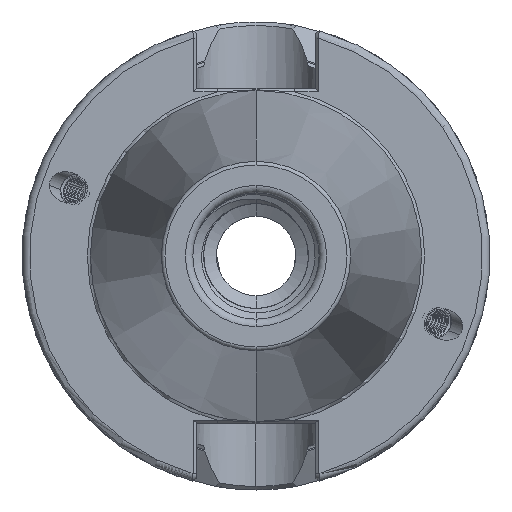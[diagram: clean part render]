
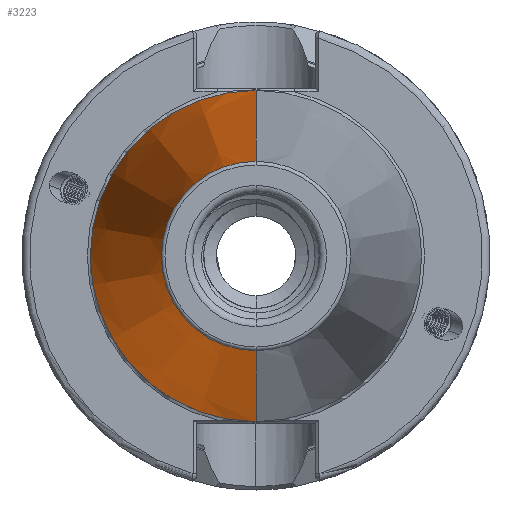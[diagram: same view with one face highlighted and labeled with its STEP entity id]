
A CAD part, left-side view. The second image highlights one B-rep face of the part: STEP entity #3223.
In plain terms, the highlighted conical face has half-angle 8.297 degrees and reference radius 22.298 mm.
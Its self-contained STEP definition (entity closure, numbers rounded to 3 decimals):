
#653 = EDGE_CURVE ( 'NONE', #1264, #1199, #2920, .T. ) ;
#673 = EDGE_CURVE ( 'NONE', #1180, #1286, #2944, .T. ) ;
#713 = EDGE_CURVE ( 'NONE', #1180, #1264, #2974, .T. ) ;
#728 = EDGE_CURVE ( 'NONE', #1286, #1199, #2959, .T. ) ;
#1180 = VERTEX_POINT ( 'NONE', #23872 ) ;
#1199 = VERTEX_POINT ( 'NONE', #23876 ) ;
#1264 = VERTEX_POINT ( 'NONE', #24093 ) ;
#1286 = VERTEX_POINT ( 'NONE', #24083 ) ;
#2920 = CIRCLE ( 'NONE', #6376, 22.298 ) ;
#2944 = CIRCLE ( 'NONE', #6374, 12.75 ) ;
#2959 = LINE ( 'NONE', #7271, #2983 ) ;
#2974 = LINE ( 'NONE', #7214, #2988 ) ;
#2983 = VECTOR ( 'NONE', #7259, 1000. ) ;
#2988 = VECTOR ( 'NONE', #7205, 1000. ) ;
#3223 = ADVANCED_FACE ( 'NONE', ( #20378 ), #3847, .T. ) ;
#3847 = CONICAL_SURFACE ( 'NONE', #22428, 22.298, 0.145 ) ;
#6137 = ORIENTED_EDGE ( 'NONE', *, *, #673, .T. ) ;
#6150 = ORIENTED_EDGE ( 'NONE', *, *, #728, .T. ) ;
#6173 = ORIENTED_EDGE ( 'NONE', *, *, #653, .F. ) ;
#6194 = ORIENTED_EDGE ( 'NONE', *, *, #713, .F. ) ;
#6374 = AXIS2_PLACEMENT_3D ( 'NONE', #7058, #7102, #7088 ) ;
#6376 = AXIS2_PLACEMENT_3D ( 'NONE', #6986, #6989, #6987 ) ;
#6986 = CARTESIAN_POINT ( 'NONE',  ( -1.5, 0., 0. ) ) ;
#6987 = DIRECTION ( 'NONE',  ( 0., 0., -1. ) ) ;
#6989 = DIRECTION ( 'NONE',  ( 1., 0., 0. ) ) ;
#7058 = CARTESIAN_POINT ( 'NONE',  ( -66.972, 0., 0. ) ) ;
#7088 = DIRECTION ( 'NONE',  ( 0., 0., -1. ) ) ;
#7102 = DIRECTION ( 'NONE',  ( 1., 0., 0. ) ) ;
#7205 = DIRECTION ( 'NONE',  ( 0.99, 0., -0.144 ) ) ;
#7214 = CARTESIAN_POINT ( 'NONE',  ( -1.5, 0., -22.298 ) ) ;
#7259 = DIRECTION ( 'NONE',  ( 0.99, 0., 0.144 ) ) ;
#7271 = CARTESIAN_POINT ( 'NONE',  ( -1.5, 0., 22.298 ) ) ;
#11444 = EDGE_LOOP ( 'NONE', ( #6137, #6150, #6173, #6194 ) ) ;
#13606 = DIRECTION ( 'NONE',  ( 0., 0., -1. ) ) ;
#13628 = CARTESIAN_POINT ( 'NONE',  ( -1.5, 0., 0. ) ) ;
#13635 = DIRECTION ( 'NONE',  ( 1., 0., 0. ) ) ;
#20378 = FACE_OUTER_BOUND ( 'NONE', #11444, .T. ) ;
#22428 = AXIS2_PLACEMENT_3D ( 'NONE', #13628, #13635, #13606 ) ;
#23872 = CARTESIAN_POINT ( 'NONE',  ( -66.972, 0., -12.75 ) ) ;
#23876 = CARTESIAN_POINT ( 'NONE',  ( -1.5, 0., 22.298 ) ) ;
#24083 = CARTESIAN_POINT ( 'NONE',  ( -66.972, 0., 12.75 ) ) ;
#24093 = CARTESIAN_POINT ( 'NONE',  ( -1.5, 0., -22.298 ) ) ;
